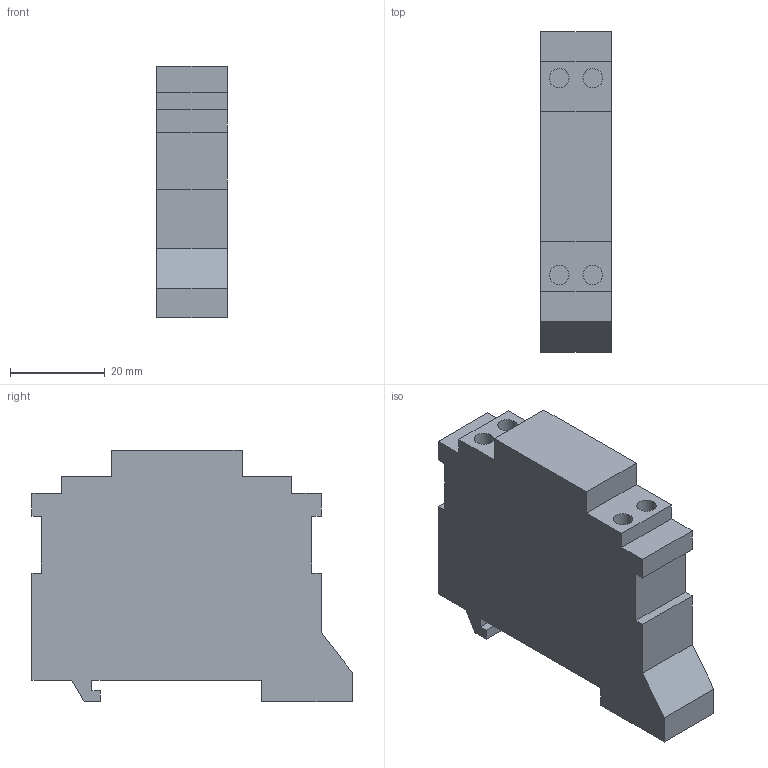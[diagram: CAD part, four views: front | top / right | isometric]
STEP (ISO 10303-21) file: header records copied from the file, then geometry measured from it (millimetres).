
FILE_DESCRIPTION(('STEP AP214'),'1');
FILE_NAME('MODEX_07-7311-6131EE00_128438_Schaltklemme.stp','2016-06-10T09:53:09',(' '),(' '),'Spatial InterOp 3D',' ',' ');
FILE_SCHEMA(('automotive_design'));
Length unit declared in the file: millimetre
Products named in the file (1): 1
Bounding box: 14.8 x 67.5 x 53 mm (x, y, z)
Volume: 41563.7 mm3; surface area: 9630.5 mm2
Topology: 1 solids, 1 shells, 44 faces, 114 edges, 76 vertices
Faces by surface type: plane 36, cylinder 8
Entity records: 1710 total; most frequent: CARTESIAN_POINT 235, ORIENTED_EDGE 228, DIRECTION 220, EDGE_CURVE 114, LINE 98, VECTOR 98, VERTEX_POINT 76, AXIS2_PLACEMENT_3D 61
